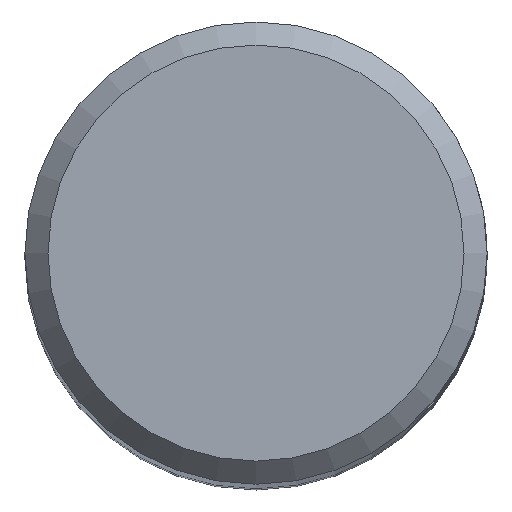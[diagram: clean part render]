
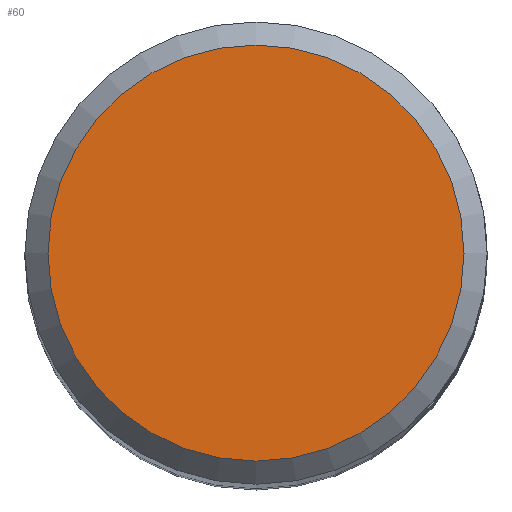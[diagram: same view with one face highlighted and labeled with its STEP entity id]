
A CAD part, top view. The second image highlights one B-rep face of the part: STEP entity #60.
In plain terms, the highlighted planar face has unit normal (0, 0, 1).
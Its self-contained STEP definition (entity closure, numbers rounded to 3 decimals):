
#45=PLANE('',#211);
#52=FACE_OUTER_BOUND('',#94,.T.);
#60=ADVANCED_FACE('',(#52),#45,.T.);
#94=EDGE_LOOP('',(#113));
#113=ORIENTED_EDGE('',*,*,#146,.T.);
#136=VERTEX_POINT('',#309);
#146=EDGE_CURVE('',#136,#136,#154,.T.);
#154=CIRCLE('',#210,4.5);
#210=AXIS2_PLACEMENT_3D('',#308,#245,#246);
#211=AXIS2_PLACEMENT_3D('',#310,#247,#248);
#245=DIRECTION('',(0.,0.,1.));
#246=DIRECTION('',(1.,0.,0.));
#247=DIRECTION('',(0.,0.,1.));
#248=DIRECTION('',(1.,0.,0.));
#308=CARTESIAN_POINT('',(0.,0.,0.));
#309=CARTESIAN_POINT('',(4.5,0.,0.));
#310=CARTESIAN_POINT('',(0.,0.,0.));
